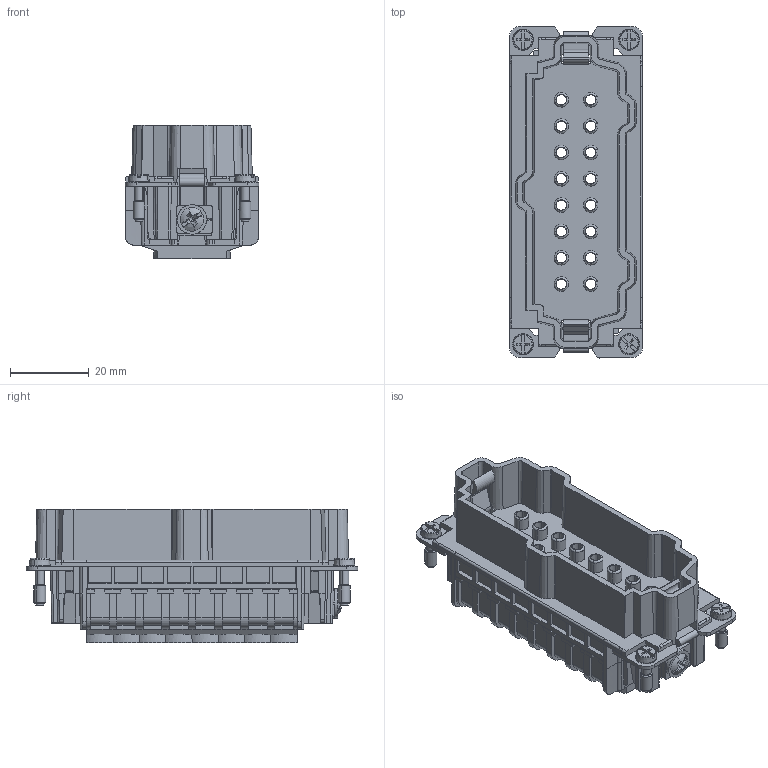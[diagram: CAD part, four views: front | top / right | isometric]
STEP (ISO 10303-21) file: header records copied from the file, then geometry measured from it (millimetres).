
FILE_DESCRIPTION(('CATIA V5 STEP Exchange','CAx-IF Rec.Pracs.--- Model Styling and Organization---1.4--- 2014-01-23'),'2;1');
FILE_NAME ('13501134_3', '2019-08-21T07:34:51+00:00', ('none'), ('Weidmueller'), 'CATIA Version 5-6 Release 2016 SP3 HF44', 'CATIA V5 STEP AP214', 'none');
FILE_SCHEMA(('AUTOMOTIVE_DESIGN { 1 0 10303 214 1 1 1 1 }'));
Products named in the file (1): 1207900000
Bounding box: 34 x 84.5 x 34 mm (x, y, z)
Volume: 36838.7 mm3; surface area: 28575.5 mm2
Topology: 1 solids, 1 shells, 2095 faces, 6490 edges, 4430 vertices
Faces by surface type: plane 1314, cylinder 488, cone 191, torus 80, extrusion 10, bspline 8, sphere 4
Entity records: 70307 total; most frequent: CARTESIAN_POINT 17032, ORIENTED_EDGE 12974, DIRECTION 8180, EDGE_CURVE 6487, VECTOR 4659, LINE 4649, VERTEX_POINT 4430, AXIS2_PLACEMENT_3D 2347
